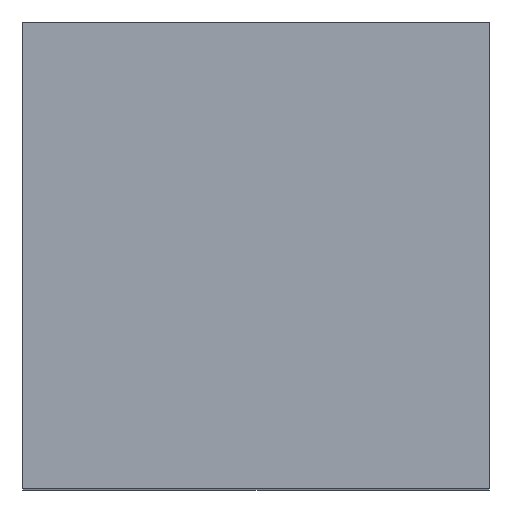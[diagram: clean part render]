
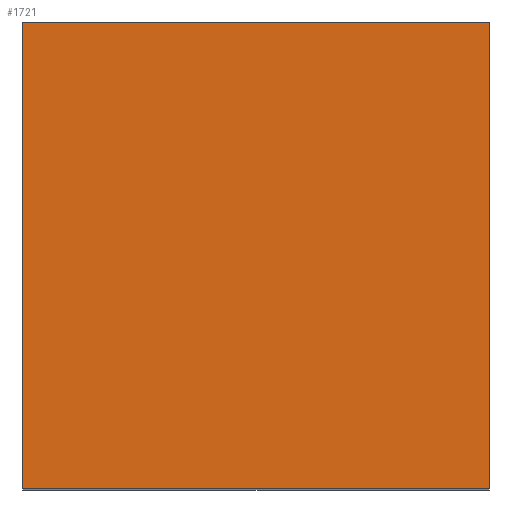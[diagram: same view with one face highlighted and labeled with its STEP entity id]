
A CAD part, top view. The second image highlights one B-rep face of the part: STEP entity #1721.
In plain terms, the highlighted planar face has unit normal (0, 0, 1).
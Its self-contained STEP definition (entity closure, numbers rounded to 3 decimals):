
#26 = EDGE_CURVE ( 'NONE', #617, #618, #3140, .T. ) ;
#151 = EDGE_CURVE ( 'NONE', #617, #670, #3310, .T. ) ;
#152 = EDGE_CURVE ( 'NONE', #670, #668, #3381, .T. ) ;
#153 = EDGE_CURVE ( 'NONE', #668, #618, #3379, .T. ) ;
#477 = AXIS2_PLACEMENT_3D ( 'NONE', #4101, #4107, #4108 ) ;
#617 = VERTEX_POINT ( 'NONE', #2658 ) ;
#618 = VERTEX_POINT ( 'NONE', #2659 ) ;
#668 = VERTEX_POINT ( 'NONE', #2709 ) ;
#670 = VERTEX_POINT ( 'NONE', #2711 ) ;
#838 = EDGE_LOOP ( 'NONE', ( #1485, #1486, #1487, #1488 ) ) ;
#1485 = ORIENTED_EDGE ( 'NONE', *, *, #152, .F. ) ;
#1486 = ORIENTED_EDGE ( 'NONE', *, *, #151, .F. ) ;
#1487 = ORIENTED_EDGE ( 'NONE', *, *, #26, .T. ) ;
#1488 = ORIENTED_EDGE ( 'NONE', *, *, #153, .F. ) ;
#1721 = ADVANCED_FACE ( 'NONE', ( #3945 ), #4098, .T. ) ;
#1875 = CARTESIAN_POINT ( 'NONE',  ( -18., 0., 77. ) ) ;
#1876 = DIRECTION ( 'NONE',  ( 0., -1., 0. ) ) ;
#2135 = CARTESIAN_POINT ( 'NONE',  ( 18., -18., 77. ) ) ;
#2136 = CARTESIAN_POINT ( 'NONE',  ( -18., 18., 77. ) ) ;
#2137 = DIRECTION ( 'NONE',  ( 1., 0., 0. ) ) ;
#2139 = CARTESIAN_POINT ( 'NONE',  ( 18., 18., 77. ) ) ;
#2140 = DIRECTION ( 'NONE',  ( 0., -1., 0. ) ) ;
#2142 = DIRECTION ( 'NONE',  ( -1., 0., 0. ) ) ;
#2658 = CARTESIAN_POINT ( 'NONE',  ( -18., 18., 77. ) ) ;
#2659 = CARTESIAN_POINT ( 'NONE',  ( -18., -18., 77. ) ) ;
#2709 = CARTESIAN_POINT ( 'NONE',  ( 18., -18., 77. ) ) ;
#2711 = CARTESIAN_POINT ( 'NONE',  ( 18., 18., 77. ) ) ;
#3140 = LINE ( 'NONE', #1875, #3141 ) ;
#3141 = VECTOR ( 'NONE', #1876, 1000. ) ;
#3310 = LINE ( 'NONE', #2136, #3380 ) ;
#3379 = LINE ( 'NONE', #2135, #3383 ) ;
#3380 = VECTOR ( 'NONE', #2137, 1000. ) ;
#3381 = LINE ( 'NONE', #2139, #3382 ) ;
#3382 = VECTOR ( 'NONE', #2140, 1000. ) ;
#3383 = VECTOR ( 'NONE', #2142, 1000. ) ;
#3945 = FACE_OUTER_BOUND ( 'NONE', #838, .T. ) ;
#4098 = PLANE ( 'NONE',  #477 ) ;
#4101 = CARTESIAN_POINT ( 'NONE',  ( 0., 0., 77. ) ) ;
#4107 = DIRECTION ( 'NONE',  ( 0., 0., 1. ) ) ;
#4108 = DIRECTION ( 'NONE',  ( 1., 0., 0. ) ) ;
